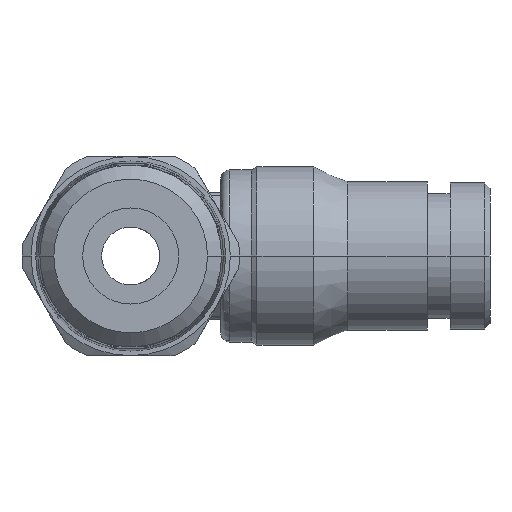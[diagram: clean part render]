
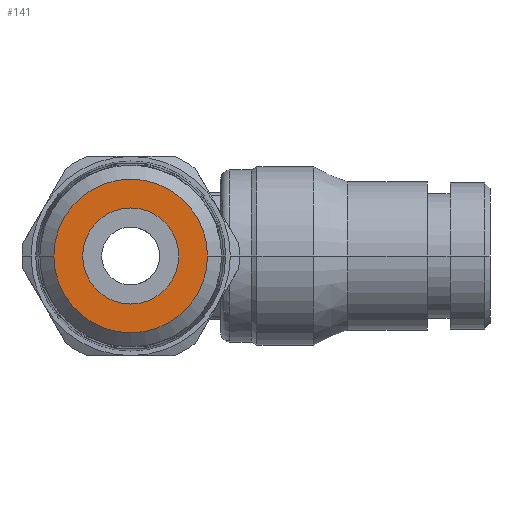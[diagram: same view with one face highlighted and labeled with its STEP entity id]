
A CAD part, left-side view. The second image highlights one B-rep face of the part: STEP entity #141.
In plain terms, the highlighted planar face has unit normal (-1, 0, 0).
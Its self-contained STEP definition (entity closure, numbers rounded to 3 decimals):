
#141=ADVANCED_FACE('',(#437,#438),#439,.T.);
#437=FACE_BOUND('',#842,.T.);
#438=FACE_OUTER_BOUND('',#843,.T.);
#439=PLANE('',#844);
#842=EDGE_LOOP('',(#1772,#1773));
#843=EDGE_LOOP('',(#1774,#1775));
#844=AXIS2_PLACEMENT_3D('',#1776,#1777,#1778);
#1772=ORIENTED_EDGE('',*,*,#2930,.T.);
#1773=ORIENTED_EDGE('',*,*,#2813,.T.);
#1774=ORIENTED_EDGE('',*,*,#2791,.F.);
#1775=ORIENTED_EDGE('',*,*,#2936,.F.);
#1776=CARTESIAN_POINT('',(-48.254,-2.12,0.0));
#1777=DIRECTION('',(-1.0,0.,-0.0));
#1778=DIRECTION('',(0.,1.0,0.0));
#2791=EDGE_CURVE('',#3422,#3425,#3426,.T.);
#2813=EDGE_CURVE('',#3460,#3464,#3466,.T.);
#2930=EDGE_CURVE('',#3464,#3460,#3658,.T.);
#2936=EDGE_CURVE('',#3425,#3422,#3664,.T.);
#3422=VERTEX_POINT('',#4668);
#3425=VERTEX_POINT('',#4672);
#3426=CIRCLE('',#4673,4.24);
#3460=VERTEX_POINT('',#4716);
#3464=VERTEX_POINT('',#4721);
#3466=CIRCLE('',#4724,2.65);
#3658=CIRCLE('',#5214,2.65);
#3664=CIRCLE('',#5220,4.24);
#4668=CARTESIAN_POINT('',(-48.254,-4.24,0.0));
#4672=CARTESIAN_POINT('',(-48.254,4.24,0.));
#4673=AXIS2_PLACEMENT_3D('',#6338,#6339,#6340);
#4716=CARTESIAN_POINT('',(-48.254,0.,-2.65));
#4721=CARTESIAN_POINT('',(-48.254,0.,2.65));
#4724=AXIS2_PLACEMENT_3D('',#6382,#6383,#6384);
#5214=AXIS2_PLACEMENT_3D('',#6573,#6574,#6575);
#5220=AXIS2_PLACEMENT_3D('',#6591,#6592,#6593);
#6338=CARTESIAN_POINT('',(-48.254,0.0,0.0));
#6339=DIRECTION('',(1.0,0.,0.0));
#6340=DIRECTION('',(0.,-1.0,0.0));
#6382=CARTESIAN_POINT('',(-48.254,0.0,0.0));
#6383=DIRECTION('',(1.0,0.,0.0));
#6384=DIRECTION('',(0.0,0.0,-1.0));
#6573=CARTESIAN_POINT('',(-48.254,0.0,0.0));
#6574=DIRECTION('',(1.0,0.,0.0));
#6575=DIRECTION('',(0.0,0.0,-1.0));
#6591=CARTESIAN_POINT('',(-48.254,0.0,0.0));
#6592=DIRECTION('',(1.0,0.,0.0));
#6593=DIRECTION('',(0.,-1.0,0.0));
